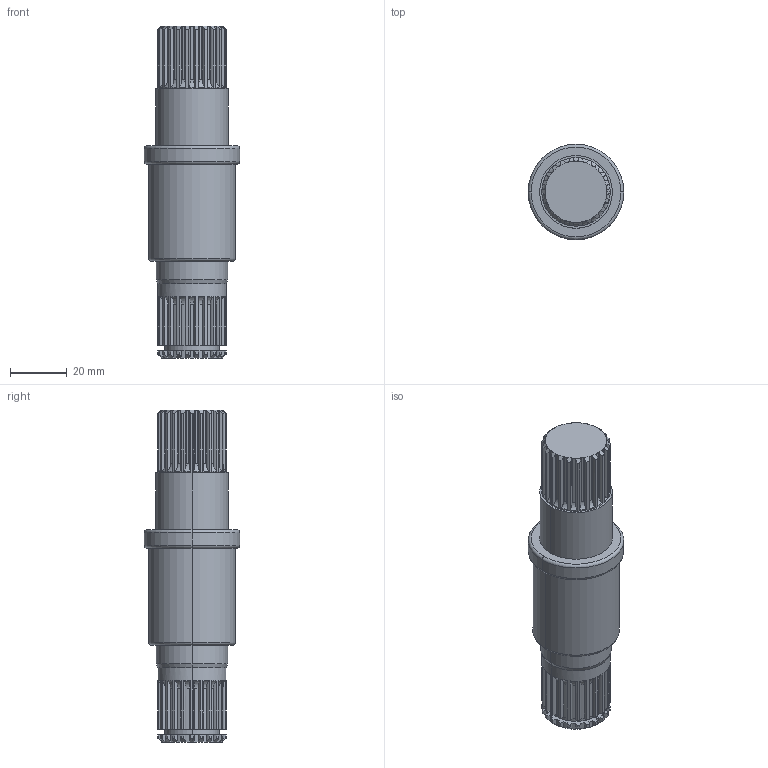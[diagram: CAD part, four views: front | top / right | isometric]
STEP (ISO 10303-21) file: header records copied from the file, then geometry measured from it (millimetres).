
FILE_DESCRIPTION (( 'STEP AP214' ), '1' );
FILE_NAME ('Part 3 (shaft) step.STEP', '2025-04-09T23:21:17', ( '' ), ( '' ), 'SwSTEP 2.0', 'SolidWorks 2022', '' );
FILE_SCHEMA (( 'AUTOMOTIVE_DESIGN' ));
Length unit declared in the file: millimetre
Products named in the file (1): Part 3 (shaft) step
Bounding box: 33.5 x 33.5 x 116.5 mm (x, y, z)
Volume: 64007.8 mm3; surface area: 12742.4 mm2
Topology: 1 solids, 1 shells, 409 faces, 1104 edges, 703 vertices
Faces by surface type: cylinder 303, torus 50, cone 48, plane 8
Entity records: 13841 total; most frequent: CARTESIAN_POINT 3751, ORIENTED_EDGE 2208, DIRECTION 2073, EDGE_CURVE 1104, AXIS2_PLACEMENT_3D 861, VERTEX_POINT 703, CIRCLE 451, EDGE_LOOP 415
